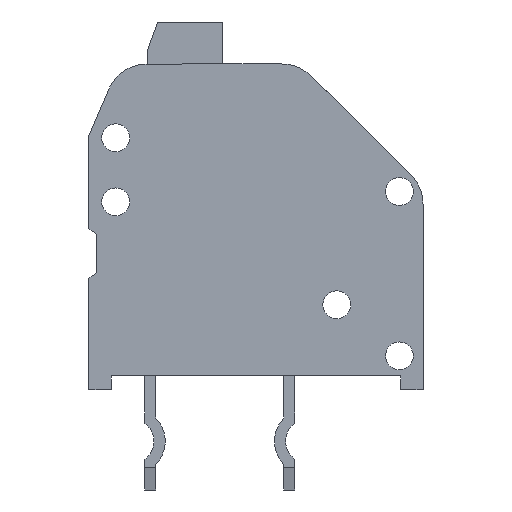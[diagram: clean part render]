
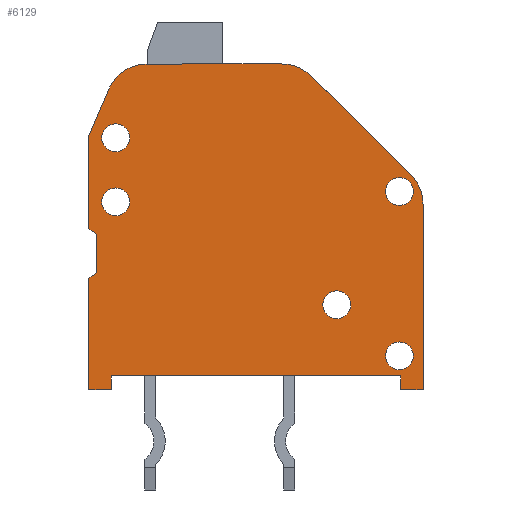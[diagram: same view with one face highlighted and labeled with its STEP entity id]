
A CAD part, left-side view. The second image highlights one B-rep face of the part: STEP entity #6129.
In plain terms, the highlighted planar face has unit normal (-1, 0, 0).
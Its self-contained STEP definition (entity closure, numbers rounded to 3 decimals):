
#5240 = VERTEX_POINT('',#5241);
#5241 = CARTESIAN_POINT('',(-21.798,-2.9,2.553)
  );
#5259 = VERTEX_POINT('',#5260);
#5260 = CARTESIAN_POINT('',(-21.798,-2.9,3.553)
  );
#5266 = EDGE_CURVE('',#5259,#5240,#5267,.T.);
#5267 = CIRCLE('',#5268,0.5);
#5268 = AXIS2_PLACEMENT_3D('',#5269,#5270,#5271);
#5269 = CARTESIAN_POINT('',(-21.798,-2.9,3.053)
  );
#5270 = DIRECTION('',(1.,0.,-0.));
#5271 = DIRECTION('',(0.,0.,1.));
#5282 = VERTEX_POINT('',#5283);
#5283 = CARTESIAN_POINT('',(-21.798,-5.15,0.716));
#5301 = VERTEX_POINT('',#5302);
#5302 = CARTESIAN_POINT('',(-21.798,-5.15,1.716));
#5308 = EDGE_CURVE('',#5301,#5282,#5309,.T.);
#5309 = CIRCLE('',#5310,0.5);
#5310 = AXIS2_PLACEMENT_3D('',#5311,#5312,#5313);
#5311 = CARTESIAN_POINT('',(-21.798,-5.15,1.216));
#5312 = DIRECTION('',(1.,0.,-0.));
#5313 = DIRECTION('',(0.,0.,1.));
#5324 = VERTEX_POINT('',#5325);
#5325 = CARTESIAN_POINT('',(-21.798,-5.15,6.619)
  );
#5343 = VERTEX_POINT('',#5344);
#5344 = CARTESIAN_POINT('',(-21.798,-5.15,7.619)
  );
#5350 = EDGE_CURVE('',#5343,#5324,#5351,.T.);
#5351 = CIRCLE('',#5352,0.5);
#5352 = AXIS2_PLACEMENT_3D('',#5353,#5354,#5355);
#5353 = CARTESIAN_POINT('',(-21.798,-5.15,7.119)
  );
#5354 = DIRECTION('',(1.,0.,-0.));
#5355 = DIRECTION('',(0.,0.,1.));
#5366 = VERTEX_POINT('',#5367);
#5367 = CARTESIAN_POINT('',(-21.798,5.039,8.548));
#5385 = VERTEX_POINT('',#5386);
#5386 = CARTESIAN_POINT('',(-21.798,5.039,9.548));
#5392 = EDGE_CURVE('',#5385,#5366,#5393,.T.);
#5393 = CIRCLE('',#5394,0.5);
#5394 = AXIS2_PLACEMENT_3D('',#5395,#5396,#5397);
#5395 = CARTESIAN_POINT('',(-21.798,5.039,9.048));
#5396 = DIRECTION('',(1.,0.,-0.));
#5397 = DIRECTION('',(0.,0.,1.));
#5408 = VERTEX_POINT('',#5409);
#5409 = CARTESIAN_POINT('',(-21.798,5.039,6.247));
#5427 = VERTEX_POINT('',#5428);
#5428 = CARTESIAN_POINT('',(-21.798,5.039,7.247));
#5434 = EDGE_CURVE('',#5427,#5408,#5435,.T.);
#5435 = CIRCLE('',#5436,0.5);
#5436 = AXIS2_PLACEMENT_3D('',#5437,#5438,#5439);
#5437 = CARTESIAN_POINT('',(-21.798,5.039,6.747));
#5438 = DIRECTION('',(1.,0.,-0.));
#5439 = DIRECTION('',(0.,0.,1.));
#5460 = VERTEX_POINT('',#5461);
#5461 = CARTESIAN_POINT('',(-21.798,4.022,11.696)
  );
#5467 = EDGE_CURVE('',#5460,#5468,#5470,.T.);
#5468 = VERTEX_POINT('',#5469);
#5469 = CARTESIAN_POINT('',(-21.798,0.721,11.7));
#5470 = LINE('',#5471,#5472);
#5471 = CARTESIAN_POINT('',(-21.798,0.015,
    11.701));
#5472 = VECTOR('',#5473,1.);
#5473 = DIRECTION('',(0.,-1.,0.001));
#5499 = VERTEX_POINT('',#5500);
#5500 = CARTESIAN_POINT('',(-21.798,5.287,10.791)
  );
#5506 = EDGE_CURVE('',#5460,#5499,#5507,.T.);
#5507 = CIRCLE('',#5508,1.5);
#5508 = AXIS2_PLACEMENT_3D('',#5509,#5510,#5511);
#5509 = CARTESIAN_POINT('',(-21.798,3.909,10.2));
#5510 = DIRECTION('',(-1.,0.,0.));
#5511 = DIRECTION('',(0.,0.,1.));
#5531 = VERTEX_POINT('',#5532);
#5532 = CARTESIAN_POINT('',(-21.798,6.,9.127));
#5538 = EDGE_CURVE('',#5499,#5531,#5539,.T.);
#5539 = LINE('',#5540,#5541);
#5540 = CARTESIAN_POINT('',(-21.798,8.373,3.586)
  );
#5541 = VECTOR('',#5542,1.);
#5542 = DIRECTION('',(0.,0.394,-0.919));
#5562 = VERTEX_POINT('',#5563);
#5563 = CARTESIAN_POINT('',(-21.798,6.,5.775));
#5569 = EDGE_CURVE('',#5531,#5562,#5570,.T.);
#5570 = LINE('',#5571,#5572);
#5571 = CARTESIAN_POINT('',(-21.798,6.,0.));
#5572 = VECTOR('',#5573,1.);
#5573 = DIRECTION('',(0.,0.,-1.));
#5593 = VERTEX_POINT('',#5594);
#5594 = CARTESIAN_POINT('',(-21.798,5.733,5.584)
  );
#5600 = EDGE_CURVE('',#5562,#5593,#5601,.T.);
#5601 = LINE('',#5602,#5603);
#5602 = CARTESIAN_POINT('',(-21.798,-0.698,0.974)
  );
#5603 = VECTOR('',#5604,1.);
#5604 = DIRECTION('',(0.,-0.813,-0.583));
#5624 = VERTEX_POINT('',#5625);
#5625 = CARTESIAN_POINT('',(-21.798,5.733,4.219)
  );
#5631 = EDGE_CURVE('',#5593,#5624,#5632,.T.);
#5632 = LINE('',#5633,#5634);
#5633 = CARTESIAN_POINT('',(-21.798,5.733,0.));
#5634 = VECTOR('',#5635,1.);
#5635 = DIRECTION('',(0.,0.,-1.));
#5655 = VERTEX_POINT('',#5656);
#5656 = CARTESIAN_POINT('',(-21.798,6.,3.987));
#5662 = EDGE_CURVE('',#5624,#5655,#5663,.T.);
#5663 = LINE('',#5664,#5665);
#5664 = CARTESIAN_POINT('',(-21.798,4.561,5.24));
#5665 = VECTOR('',#5666,1.);
#5666 = DIRECTION('',(0.,0.754,-0.657));
#5686 = VERTEX_POINT('',#5687);
#5687 = CARTESIAN_POINT('',(-21.798,6.,0.));
#5693 = EDGE_CURVE('',#5655,#5686,#5694,.T.);
#5694 = LINE('',#5695,#5696);
#5695 = CARTESIAN_POINT('',(-21.798,6.,0.));
#5696 = VECTOR('',#5697,1.);
#5697 = DIRECTION('',(0.,0.,-1.));
#5717 = VERTEX_POINT('',#5718);
#5718 = CARTESIAN_POINT('',(-21.798,5.2,0.));
#5724 = EDGE_CURVE('',#5686,#5717,#5725,.T.);
#5725 = LINE('',#5726,#5727);
#5726 = CARTESIAN_POINT('',(-21.798,-0.,0.));
#5727 = VECTOR('',#5728,1.);
#5728 = DIRECTION('',(0.,-1.,0.));
#5748 = VERTEX_POINT('',#5749);
#5749 = CARTESIAN_POINT('',(-21.798,5.2,0.5));
#5755 = EDGE_CURVE('',#5717,#5748,#5756,.T.);
#5756 = LINE('',#5757,#5758);
#5757 = CARTESIAN_POINT('',(-21.798,5.2,0.));
#5758 = VECTOR('',#5759,1.);
#5759 = DIRECTION('',(0.,0.,1.));
#5779 = VERTEX_POINT('',#5780);
#5780 = CARTESIAN_POINT('',(-21.798,-5.2,0.5));
#5786 = EDGE_CURVE('',#5748,#5779,#5787,.T.);
#5787 = LINE('',#5788,#5789);
#5788 = CARTESIAN_POINT('',(-21.798,0.,0.5));
#5789 = VECTOR('',#5790,1.);
#5790 = DIRECTION('',(0.,-1.,0.));
#5810 = VERTEX_POINT('',#5811);
#5811 = CARTESIAN_POINT('',(-21.798,-5.2,0.));
#5817 = EDGE_CURVE('',#5779,#5810,#5818,.T.);
#5818 = LINE('',#5819,#5820);
#5819 = CARTESIAN_POINT('',(-21.798,-5.2,0.));
#5820 = VECTOR('',#5821,1.);
#5821 = DIRECTION('',(0.,0.,-1.));
#5841 = VERTEX_POINT('',#5842);
#5842 = CARTESIAN_POINT('',(-21.798,-6.,0.));
#5848 = EDGE_CURVE('',#5810,#5841,#5849,.T.);
#5849 = LINE('',#5850,#5851);
#5850 = CARTESIAN_POINT('',(-21.798,-0.,0.));
#5851 = VECTOR('',#5852,1.);
#5852 = DIRECTION('',(0.,-1.,0.));
#5872 = VERTEX_POINT('',#5873);
#5873 = CARTESIAN_POINT('',(-21.798,-6.,6.662));
#5879 = EDGE_CURVE('',#5841,#5872,#5880,.T.);
#5880 = LINE('',#5881,#5882);
#5881 = CARTESIAN_POINT('',(-21.798,-6.,0.));
#5882 = VECTOR('',#5883,1.);
#5883 = DIRECTION('',(0.,0.,1.));
#5904 = VERTEX_POINT('',#5905);
#5905 = CARTESIAN_POINT('',(-21.798,-5.554,7.729)
  );
#5911 = EDGE_CURVE('',#5872,#5904,#5912,.T.);
#5912 = CIRCLE('',#5913,1.5);
#5913 = AXIS2_PLACEMENT_3D('',#5914,#5915,#5916);
#5914 = CARTESIAN_POINT('',(-21.798,-4.5,6.662));
#5915 = DIRECTION('',(-1.,0.,0.));
#5916 = DIRECTION('',(0.,0.,1.));
#5936 = VERTEX_POINT('',#5937);
#5937 = CARTESIAN_POINT('',(-21.798,-1.97,11.267
    ));
#5943 = EDGE_CURVE('',#5904,#5936,#5944,.T.);
#5944 = LINE('',#5945,#5946);
#5945 = CARTESIAN_POINT('',(-21.798,-6.606,6.691)
  );
#5946 = VECTOR('',#5947,1.);
#5947 = DIRECTION('',(0.,0.712,0.703));
#5968 = VERTEX_POINT('',#5969);
#5969 = CARTESIAN_POINT('',(-21.798,-0.916,11.7));
#5975 = EDGE_CURVE('',#5936,#5968,#5976,.T.);
#5976 = CIRCLE('',#5977,1.5);
#5977 = AXIS2_PLACEMENT_3D('',#5978,#5979,#5980);
#5978 = CARTESIAN_POINT('',(-21.798,-0.916,10.2));
#5979 = DIRECTION('',(-1.,0.,0.));
#5980 = DIRECTION('',(0.,0.,1.));
#5999 = EDGE_CURVE('',#5408,#5427,#6000,.T.);
#6000 = CIRCLE('',#6001,0.5);
#6001 = AXIS2_PLACEMENT_3D('',#6002,#6003,#6004);
#6002 = CARTESIAN_POINT('',(-21.798,5.039,6.747));
#6003 = DIRECTION('',(1.,0.,-0.));
#6004 = DIRECTION('',(0.,0.,1.));
#6023 = EDGE_CURVE('',#5366,#5385,#6024,.T.);
#6024 = CIRCLE('',#6025,0.5);
#6025 = AXIS2_PLACEMENT_3D('',#6026,#6027,#6028);
#6026 = CARTESIAN_POINT('',(-21.798,5.039,9.048));
#6027 = DIRECTION('',(1.,0.,-0.));
#6028 = DIRECTION('',(0.,0.,1.));
#6047 = EDGE_CURVE('',#5324,#5343,#6048,.T.);
#6048 = CIRCLE('',#6049,0.5);
#6049 = AXIS2_PLACEMENT_3D('',#6050,#6051,#6052);
#6050 = CARTESIAN_POINT('',(-21.798,-5.15,7.119)
  );
#6051 = DIRECTION('',(1.,0.,-0.));
#6052 = DIRECTION('',(0.,0.,1.));
#6071 = EDGE_CURVE('',#5282,#5301,#6072,.T.);
#6072 = CIRCLE('',#6073,0.5);
#6073 = AXIS2_PLACEMENT_3D('',#6074,#6075,#6076);
#6074 = CARTESIAN_POINT('',(-21.798,-5.15,1.216));
#6075 = DIRECTION('',(1.,0.,-0.));
#6076 = DIRECTION('',(0.,0.,1.));
#6094 = EDGE_CURVE('',#5968,#5468,#6095,.T.);
#6095 = LINE('',#6096,#6097);
#6096 = CARTESIAN_POINT('',(-21.798,0.,11.7));
#6097 = VECTOR('',#6098,1.);
#6098 = DIRECTION('',(0.,1.,0.));
#6117 = EDGE_CURVE('',#5240,#5259,#6118,.T.);
#6118 = CIRCLE('',#6119,0.5);
#6119 = AXIS2_PLACEMENT_3D('',#6120,#6121,#6122);
#6120 = CARTESIAN_POINT('',(-21.798,-2.9,3.053)
  );
#6121 = DIRECTION('',(1.,0.,-0.));
#6122 = DIRECTION('',(0.,0.,1.));
#6129 = ADVANCED_FACE('',(#6130,#6150,#6154,#6158,#6162,#6166),#6170,.T.
  );
#6130 = FACE_BOUND('',#6131,.T.);
#6131 = EDGE_LOOP('',(#6132,#6133,#6134,#6135,#6136,#6137,#6138,#6139,
    #6140,#6141,#6142,#6143,#6144,#6145,#6146,#6147,#6148,#6149));
#6132 = ORIENTED_EDGE('',*,*,#5467,.F.);
#6133 = ORIENTED_EDGE('',*,*,#5506,.T.);
#6134 = ORIENTED_EDGE('',*,*,#5538,.T.);
#6135 = ORIENTED_EDGE('',*,*,#5569,.T.);
#6136 = ORIENTED_EDGE('',*,*,#5600,.T.);
#6137 = ORIENTED_EDGE('',*,*,#5631,.T.);
#6138 = ORIENTED_EDGE('',*,*,#5662,.T.);
#6139 = ORIENTED_EDGE('',*,*,#5693,.T.);
#6140 = ORIENTED_EDGE('',*,*,#5724,.T.);
#6141 = ORIENTED_EDGE('',*,*,#5755,.T.);
#6142 = ORIENTED_EDGE('',*,*,#5786,.T.);
#6143 = ORIENTED_EDGE('',*,*,#5817,.T.);
#6144 = ORIENTED_EDGE('',*,*,#5848,.T.);
#6145 = ORIENTED_EDGE('',*,*,#5879,.T.);
#6146 = ORIENTED_EDGE('',*,*,#5911,.T.);
#6147 = ORIENTED_EDGE('',*,*,#5943,.T.);
#6148 = ORIENTED_EDGE('',*,*,#5975,.T.);
#6149 = ORIENTED_EDGE('',*,*,#6094,.T.);
#6150 = FACE_BOUND('',#6151,.T.);
#6151 = EDGE_LOOP('',(#6152,#6153));
#6152 = ORIENTED_EDGE('',*,*,#6071,.T.);
#6153 = ORIENTED_EDGE('',*,*,#5308,.T.);
#6154 = FACE_BOUND('',#6155,.T.);
#6155 = EDGE_LOOP('',(#6156,#6157));
#6156 = ORIENTED_EDGE('',*,*,#6047,.T.);
#6157 = ORIENTED_EDGE('',*,*,#5350,.T.);
#6158 = FACE_BOUND('',#6159,.T.);
#6159 = EDGE_LOOP('',(#6160,#6161));
#6160 = ORIENTED_EDGE('',*,*,#6023,.T.);
#6161 = ORIENTED_EDGE('',*,*,#5392,.T.);
#6162 = FACE_BOUND('',#6163,.T.);
#6163 = EDGE_LOOP('',(#6164,#6165));
#6164 = ORIENTED_EDGE('',*,*,#5999,.T.);
#6165 = ORIENTED_EDGE('',*,*,#5434,.T.);
#6166 = FACE_BOUND('',#6167,.T.);
#6167 = EDGE_LOOP('',(#6168,#6169));
#6168 = ORIENTED_EDGE('',*,*,#6117,.T.);
#6169 = ORIENTED_EDGE('',*,*,#5266,.T.);
#6170 = PLANE('',#6171);
#6171 = AXIS2_PLACEMENT_3D('',#6172,#6173,#6174);
#6172 = CARTESIAN_POINT('',(-21.798,0.,0.));
#6173 = DIRECTION('',(-1.,0.,0.));
#6174 = DIRECTION('',(0.,0.,1.));
